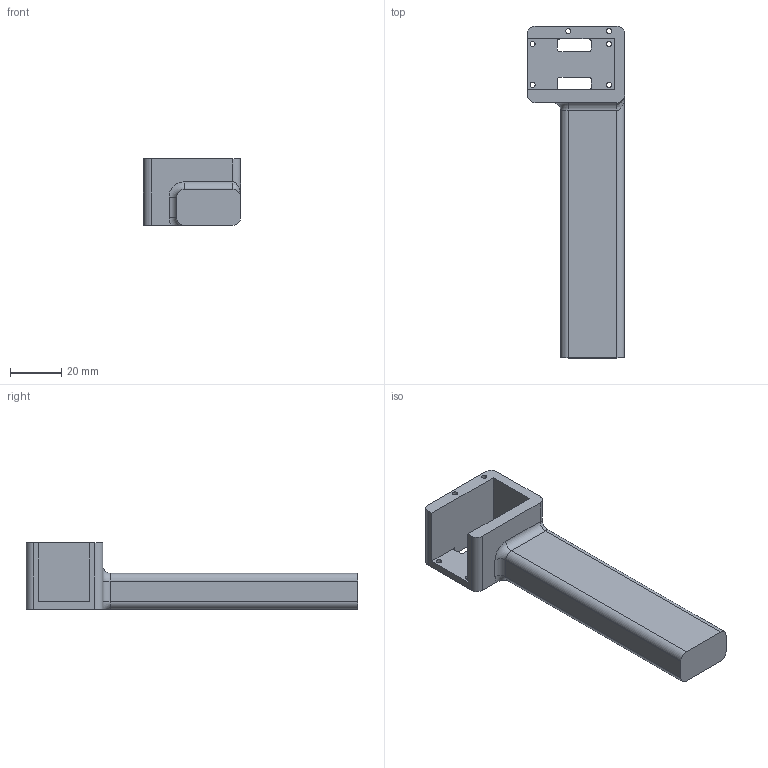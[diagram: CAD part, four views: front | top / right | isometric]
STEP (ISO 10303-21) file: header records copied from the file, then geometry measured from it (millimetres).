
FILE_DESCRIPTION (( 'STEP AP214' ), '1' );
FILE_NAME ('factr_teleop_gripper_leader_handle.STEP', '2025-03-30T19:44:43', ( '' ), ( '' ), 'SwSTEP 2.0', 'SolidWorks 2024', '' );
FILE_SCHEMA (( 'AUTOMOTIVE_DESIGN' ));
Length unit declared in the file: millimetre
Products named in the file (1): factr_teleop_gripper_leader_handle
Bounding box: 38 x 130 x 26 mm (x, y, z)
Volume: 46840.3 mm3; surface area: 14747.3 mm2
Topology: 1 solids, 1 shells, 66 faces, 189 edges, 123 vertices
Faces by surface type: cylinder 36, plane 23, torus 6, bspline 1
Entity records: 2287 total; most frequent: CARTESIAN_POINT 446, DIRECTION 397, ORIENTED_EDGE 376, EDGE_CURVE 188, AXIS2_PLACEMENT_3D 146, VERTEX_POINT 123, VECTOR 105, LINE 105
